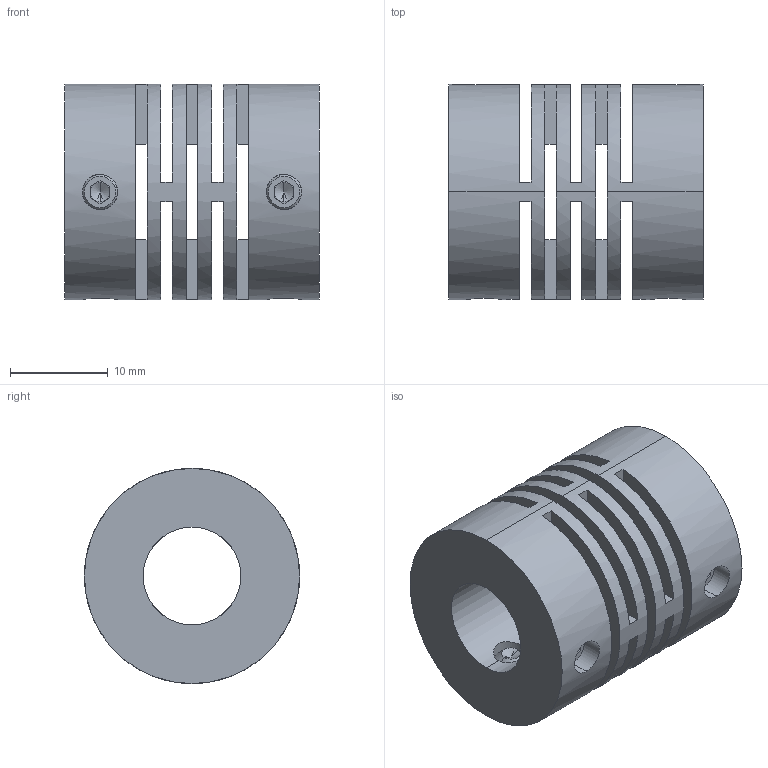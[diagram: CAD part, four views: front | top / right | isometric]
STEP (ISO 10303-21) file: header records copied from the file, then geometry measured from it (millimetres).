
FILE_DESCRIPTION (( 'STEP AP214' ), '1' );
FILE_NAME ('GJ-10D.STEP', '2016-06-30T14:05:56', ( '' ), ( '' ), 'SwSTEP 2.0', 'SolidWorks 2016', '' );
FILE_SCHEMA (( 'AUTOMOTIVE_DESIGN' ));
Length unit declared in the file: millimetre
Products named in the file (1): GJ-10D
Bounding box: 26 x 22 x 22 mm (x, y, z)
Volume: 6053.7 mm3; surface area: 5782.7 mm2
Topology: 1 solids, 1 shells, 130 faces, 364 edges, 220 vertices
Faces by surface type: plane 78, cone 32, cylinder 20
Entity records: 4542 total; most frequent: CARTESIAN_POINT 1163, DIRECTION 702, ORIENTED_EDGE 696, EDGE_CURVE 348, AXIS2_PLACEMENT_3D 239, LINE 224, VECTOR 224, VERTEX_POINT 220
